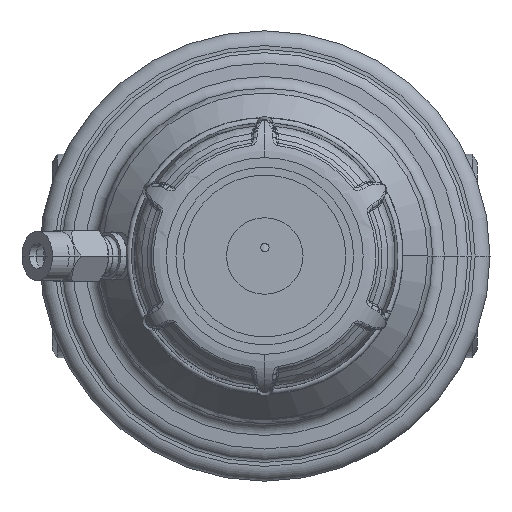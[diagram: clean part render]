
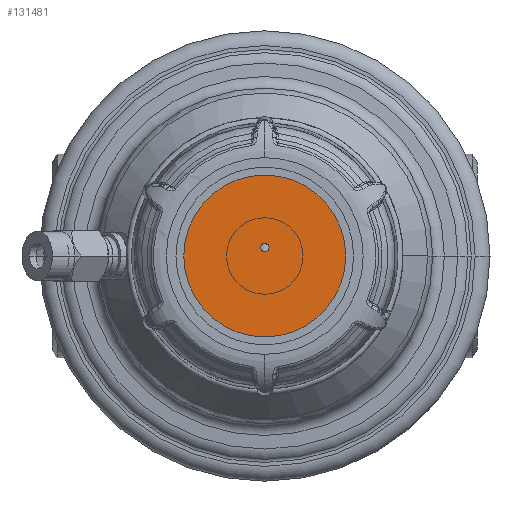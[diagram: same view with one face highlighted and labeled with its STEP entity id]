
A CAD part, front view. The second image highlights one B-rep face of the part: STEP entity #131481.
In plain terms, the highlighted planar face has unit normal (0, -1, 0).
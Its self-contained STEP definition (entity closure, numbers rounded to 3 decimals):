
#74809=CARTESIAN_POINT('',(0.,-232.332,0.));
#74810=DIRECTION('',(0.,-1.,0.));
#74811=DIRECTION('',(-1.,0.,0.));
#74812=AXIS2_PLACEMENT_3D('',#74809,#74810,#74811);
#74814=CARTESIAN_POINT('',(0.,-232.332,0.));
#74815=DIRECTION('',(0.,-1.,0.));
#74816=DIRECTION('',(1.,0.,0.));
#74817=AXIS2_PLACEMENT_3D('',#74814,#74815,#74816);
#74819=CARTESIAN_POINT('',(0.,-232.332,2.));
#74820=DIRECTION('',(0.,1.,0.));
#74821=DIRECTION('',(-1.,0.,0.));
#74822=AXIS2_PLACEMENT_3D('',#74819,#74820,#74821);
#74824=CARTESIAN_POINT('',(0.,-232.332,2.));
#74825=DIRECTION('',(0.,1.,0.));
#74826=DIRECTION('',(1.,0.,0.));
#74827=AXIS2_PLACEMENT_3D('',#74824,#74825,#74826);
#101150=CARTESIAN_POINT('',(-19.05,-232.332,0.));
#101151=CARTESIAN_POINT('',(19.05,-232.332,0.));
#101152=VERTEX_POINT('',#101150);
#101153=VERTEX_POINT('',#101151);
#101154=CARTESIAN_POINT('',(-1.,-232.332,2.));
#101155=CARTESIAN_POINT('',(1.,-232.332,2.));
#101156=VERTEX_POINT('',#101154);
#101157=VERTEX_POINT('',#101155);
#131466=CARTESIAN_POINT('',(0.,-232.332,0.));
#131467=DIRECTION('',(0.,-1.,0.));
#131468=DIRECTION('',(-1.,0.,0.));
#131469=AXIS2_PLACEMENT_3D('',#131466,#131467,#131468);
#131470=PLANE('',#131469);
#131471=ORIENTED_EDGE('',*,*,#131446,.F.);
#131472=ORIENTED_EDGE('',*,*,#131460,.F.);
#131473=EDGE_LOOP('',(#131471,#131472));
#131474=FACE_OUTER_BOUND('',#131473,.F.);
#131476=ORIENTED_EDGE('',*,*,#131475,.F.);
#131478=ORIENTED_EDGE('',*,*,#131477,.F.);
#131479=EDGE_LOOP('',(#131476,#131478));
#131480=FACE_BOUND('',#131479,.F.);
#131481=ADVANCED_FACE('',(#131474,#131480),#131470,.T.);
#74813=CIRCLE('',#74812,19.05);
#74818=CIRCLE('',#74817,19.05);
#74823=CIRCLE('',#74822,1.);
#74828=CIRCLE('',#74827,1.);
#131446=EDGE_CURVE('',#101152,#101153,#74813,.T.);
#131460=EDGE_CURVE('',#101153,#101152,#74818,.T.);
#131475=EDGE_CURVE('',#101156,#101157,#74823,.T.);
#131477=EDGE_CURVE('',#101157,#101156,#74828,.T.);
